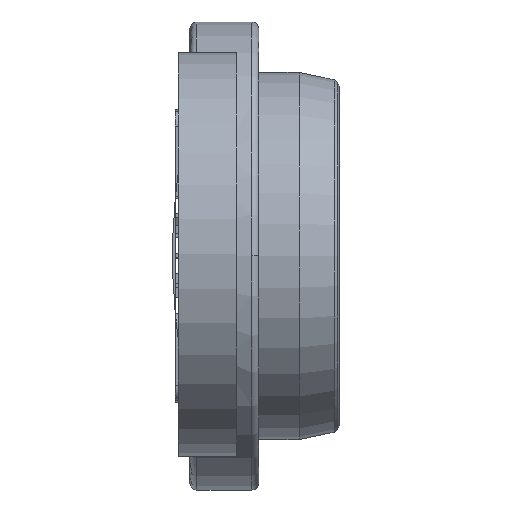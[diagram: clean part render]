
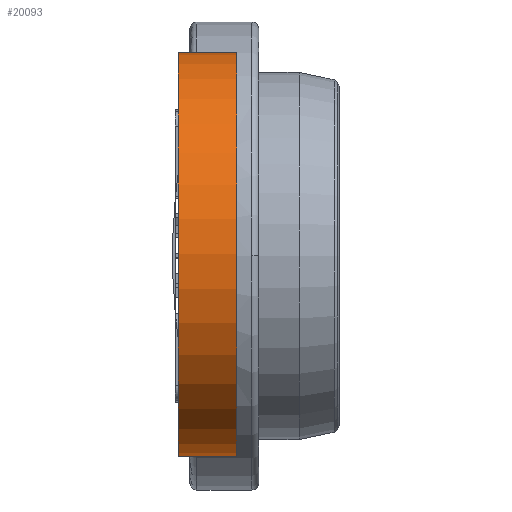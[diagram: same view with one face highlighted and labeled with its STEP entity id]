
A CAD part, top view. The second image highlights one B-rep face of the part: STEP entity #20093.
In plain terms, the highlighted cylindrical face has radius 21.946 mm (diameter 43.891 mm), a full revolution.
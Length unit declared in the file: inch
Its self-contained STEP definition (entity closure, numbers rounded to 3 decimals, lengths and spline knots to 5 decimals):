
#1500 = VERTEX_POINT ( 'NONE', #10194 ) ;
#1874 = CARTESIAN_POINT ( 'NONE',  ( -0.503, 0.4368, -0.74545 ) ) ;
#2801 = CARTESIAN_POINT ( 'NONE',  ( -0.598, 0., 0. ) ) ;
#3170 = EDGE_LOOP ( 'NONE', ( #12819 ) ) ;
#3593 = VERTEX_POINT ( 'NONE', #1874 ) ;
#4567 = DIRECTION ( 'NONE',  ( 1., 0., 0. ) ) ;
#6682 = FACE_OUTER_BOUND ( 'NONE', #3170, .T. ) ;
#6709 = DIRECTION ( 'NONE',  ( 0., 1., 0. ) ) ;
#6785 = CARTESIAN_POINT ( 'NONE',  ( -0.41, -0.4368, -0.74545 ) ) ;
#7363 = DIRECTION ( 'NONE',  ( 0., 1., 0. ) ) ;
#7531 = VERTEX_POINT ( 'NONE', #6785 ) ;
#7797 = EDGE_LOOP ( 'NONE', ( #12028 ) ) ;
#8788 = CARTESIAN_POINT ( 'NONE',  ( -0.503, 0., 0. ) ) ;
#8860 = ORIENTED_EDGE ( 'NONE', *, *, #22775, .T. ) ;
#10153 = EDGE_CURVE ( 'NONE', #1500, #1500, #14759, .T. ) ;
#10194 = CARTESIAN_POINT ( 'NONE',  ( -0.348, 0.864, 0. ) ) ;
#10585 = VECTOR ( 'NONE', #12236, 39.37008 ) ;
#11385 = VERTEX_POINT ( 'NONE', #11660 ) ;
#11499 = DIRECTION ( 'NONE',  ( 0., 1., 0. ) ) ;
#11660 = CARTESIAN_POINT ( 'NONE',  ( -0.503, -0.4368, -0.74545 ) ) ;
#11820 = DIRECTION ( 'NONE',  ( 1., 0., 0. ) ) ;
#12028 = ORIENTED_EDGE ( 'NONE', *, *, #10153, .F. ) ;
#12198 = DIRECTION ( 'NONE',  ( 1., 0., 0. ) ) ;
#12236 = DIRECTION ( 'NONE',  ( 1., 0., 0. ) ) ;
#12819 = ORIENTED_EDGE ( 'NONE', *, *, #24868, .T. ) ;
#13238 = FACE_OUTER_BOUND ( 'NONE', #7797, .T. ) ;
#13814 = DIRECTION ( 'NONE',  ( 0., 1., 0. ) ) ;
#13841 = ORIENTED_EDGE ( 'NONE', *, *, #26759, .T. ) ;
#13867 = ORIENTED_EDGE ( 'NONE', *, *, #24694, .T. ) ;
#14067 = EDGE_CURVE ( 'NONE', #7531, #23635, #21713, .T. ) ;
#14532 = VECTOR ( 'NONE', #27682, 39.37008 ) ;
#14759 = CIRCLE ( 'NONE', #24346, 0.864 ) ;
#15199 = DIRECTION ( 'NONE',  ( 0., -1., 0. ) ) ;
#15381 = FACE_BOUND ( 'NONE', #24833, .T. ) ;
#15778 = DIRECTION ( 'NONE',  ( 1., 0., 0. ) ) ;
#16203 = CARTESIAN_POINT ( 'NONE',  ( -0.41, 0., 0. ) ) ;
#16747 = ORIENTED_EDGE ( 'NONE', *, *, #14067, .T. ) ;
#17006 = AXIS2_PLACEMENT_3D ( 'NONE', #8788, #26202, #15199 ) ;
#18246 = LINE ( 'NONE', #22945, #10585 ) ;
#18962 = CARTESIAN_POINT ( 'NONE',  ( -0.598, 0.4368, -0.74545 ) ) ;
#19280 = CIRCLE ( 'NONE', #17006, 0.864 ) ;
#19546 = CARTESIAN_POINT ( 'NONE',  ( -0.348, 0., 0. ) ) ;
#20093 = ADVANCED_FACE ( 'NONE', ( #6682, #15381, #13238 ), #21956, .T. ) ;
#20162 = VERTEX_POINT ( 'NONE', #24007 ) ;
#21713 = CIRCLE ( 'NONE', #26291, 0.864 ) ;
#21956 = CYLINDRICAL_SURFACE ( 'NONE', #27040, 0.864 ) ;
#22775 = EDGE_CURVE ( 'NONE', #23635, #3593, #25675, .T. ) ;
#22945 = CARTESIAN_POINT ( 'NONE',  ( -0.598, -0.4368, -0.74545 ) ) ;
#23635 = VERTEX_POINT ( 'NONE', #24314 ) ;
#23809 = AXIS2_PLACEMENT_3D ( 'NONE', #2801, #15778, #11499 ) ;
#24007 = CARTESIAN_POINT ( 'NONE',  ( -0.598, 0.864, 0. ) ) ;
#24314 = CARTESIAN_POINT ( 'NONE',  ( -0.41, 0.4368, -0.74545 ) ) ;
#24346 = AXIS2_PLACEMENT_3D ( 'NONE', #19546, #4567, #6709 ) ;
#24694 = EDGE_CURVE ( 'NONE', #11385, #7531, #18246, .T. ) ;
#24833 = EDGE_LOOP ( 'NONE', ( #13867, #16747, #8860, #13841 ) ) ;
#24868 = EDGE_CURVE ( 'NONE', #20162, #20162, #25178, .T. ) ;
#25178 = CIRCLE ( 'NONE', #23809, 0.864 ) ;
#25675 = LINE ( 'NONE', #18962, #14532 ) ;
#26202 = DIRECTION ( 'NONE',  ( -1., 0., 0. ) ) ;
#26291 = AXIS2_PLACEMENT_3D ( 'NONE', #16203, #12198, #7363 ) ;
#26759 = EDGE_CURVE ( 'NONE', #3593, #11385, #19280, .T. ) ;
#27040 = AXIS2_PLACEMENT_3D ( 'NONE', #27246, #11820, #13814 ) ;
#27246 = CARTESIAN_POINT ( 'NONE',  ( -0.598, 0., 0. ) ) ;
#27682 = DIRECTION ( 'NONE',  ( -1., 0., 0. ) ) ;
